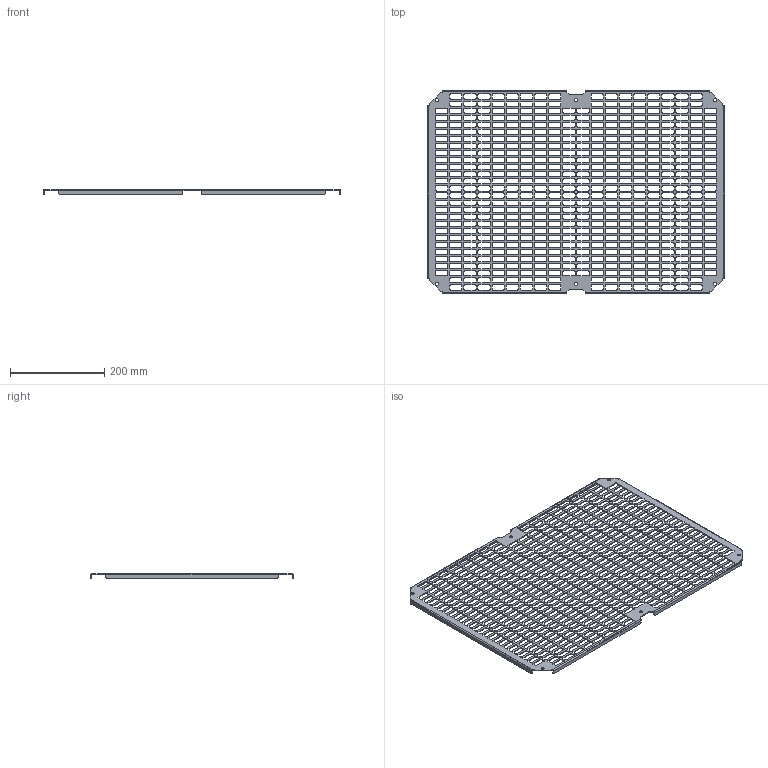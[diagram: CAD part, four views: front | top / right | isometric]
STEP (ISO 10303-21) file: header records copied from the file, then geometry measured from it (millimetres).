
FILE_DESCRIPTION (( 'STEP AP203' ), '1' );
FILE_NAME ('MPP ARCA 5070.STEP', '2022-06-01T07:13:25', ( '' ), ( '' ), 'SwSTEP 2.0', 'SolidWorks 2021', '' );
FILE_SCHEMA (( 'CONFIG_CONTROL_DESIGN' ));
Products named in the file (1): MPP ARCA 5070
Bounding box: 630 x 430 x 10 mm (x, y, z)
Volume: 254786.8 mm3; surface area: 336119.1 mm2
Topology: 1 solids, 1 shells, 4446 faces, 13332 edges, 8888 vertices
Faces by surface type: plane 2226, cylinder 2220
Entity records: 153393 total; most frequent: CARTESIAN_POINT 26667, DIRECTION 26666, ORIENTED_EDGE 26664, EDGE_CURVE 13332, VECTOR 8892, LINE 8892, VERTEX_POINT 8888, AXIS2_PLACEMENT_3D 8887
